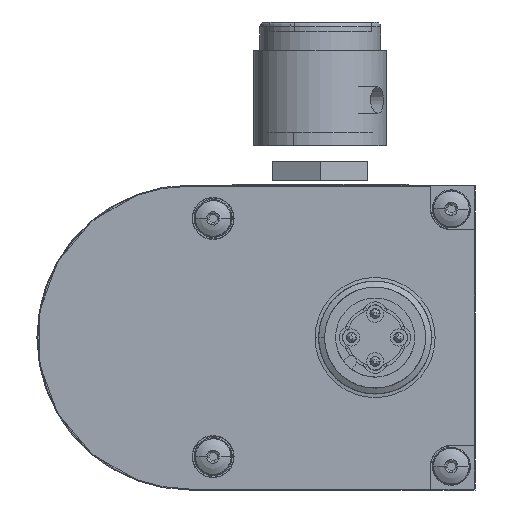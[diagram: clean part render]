
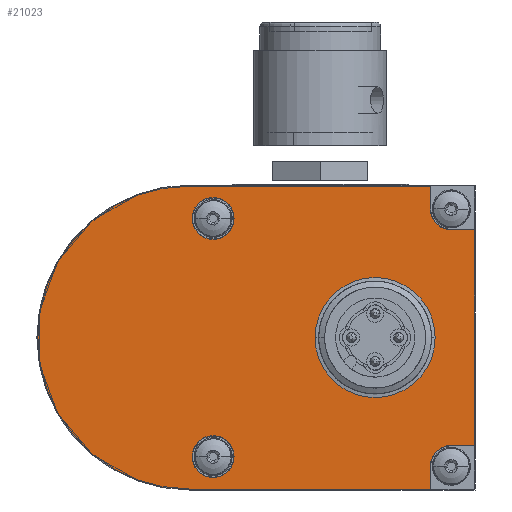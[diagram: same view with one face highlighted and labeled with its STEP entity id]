
A CAD part, left-side view. The second image highlights one B-rep face of the part: STEP entity #21023.
In plain terms, the highlighted planar face has unit normal (-1, 0, 0).
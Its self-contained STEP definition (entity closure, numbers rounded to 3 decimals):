
#1256=CARTESIAN_POINT('',(-6.,30.,0.));
#1257=DIRECTION('',(-1.,0.,0.));
#1258=DIRECTION('',(0.,0.,1.));
#1259=AXIS2_PLACEMENT_3D('',#1256,#1257,#1258);
#1261=DIRECTION('',(0.,1.,0.));
#1262=VECTOR('',#1261,25.3);
#1263=CARTESIAN_POINT('',(-6.,4.7,15.895));
#1264=LINE('',#1263,#1262);
#1265=DIRECTION('',(0.,0.,-1.));
#1266=VECTOR('',#1265,2.395);
#1267=CARTESIAN_POINT('',(-6.,4.7,15.895));
#1268=LINE('',#1267,#1266);
#1269=CARTESIAN_POINT('',(-6.,2.5,13.5));
#1270=DIRECTION('',(-1.,0.,0.));
#1271=DIRECTION('',(0.,1.,0.));
#1272=AXIS2_PLACEMENT_3D('',#1269,#1270,#1271);
#1274=DIRECTION('',(0.,1.,0.));
#1275=VECTOR('',#1274,2.395);
#1276=CARTESIAN_POINT('',(-6.,0.105,11.3));
#1277=LINE('',#1276,#1275);
#1278=DIRECTION('',(0.,0.,1.));
#1279=VECTOR('',#1278,22.6);
#1280=CARTESIAN_POINT('',(-6.,0.105,-11.3));
#1281=LINE('',#1280,#1279);
#1282=DIRECTION('',(0.,1.,0.));
#1283=VECTOR('',#1282,2.395);
#1284=CARTESIAN_POINT('',(-6.,0.105,-11.3));
#1285=LINE('',#1284,#1283);
#1286=CARTESIAN_POINT('',(-6.,2.5,-13.5));
#1287=DIRECTION('',(-1.,0.,0.));
#1288=DIRECTION('',(0.,0.,1.));
#1289=AXIS2_PLACEMENT_3D('',#1286,#1287,#1288);
#1291=DIRECTION('',(0.,0.,1.));
#1292=VECTOR('',#1291,2.395);
#1293=CARTESIAN_POINT('',(-6.,4.7,-15.895));
#1294=LINE('',#1293,#1292);
#1295=DIRECTION('',(0.,1.,0.));
#1296=VECTOR('',#1295,25.3);
#1297=CARTESIAN_POINT('',(-6.,4.7,-15.895));
#1298=LINE('',#1297,#1296);
#1299=CARTESIAN_POINT('',(-6.,27.5,12.5));
#1300=DIRECTION('',(-1.,0.,0.));
#1301=DIRECTION('',(0.,0.,1.));
#1302=AXIS2_PLACEMENT_3D('',#1299,#1300,#1301);
#1304=CARTESIAN_POINT('',(-6.,27.5,12.5));
#1305=DIRECTION('',(-1.,0.,0.));
#1306=DIRECTION('',(0.,0.,-1.));
#1307=AXIS2_PLACEMENT_3D('',#1304,#1305,#1306);
#1309=CARTESIAN_POINT('',(-6.,27.5,-12.5));
#1310=DIRECTION('',(-1.,0.,0.));
#1311=DIRECTION('',(0.,0.,1.));
#1312=AXIS2_PLACEMENT_3D('',#1309,#1310,#1311);
#1314=CARTESIAN_POINT('',(-6.,27.5,-12.5));
#1315=DIRECTION('',(-1.,0.,0.));
#1316=DIRECTION('',(0.,0.,-1.));
#1317=AXIS2_PLACEMENT_3D('',#1314,#1315,#1316);
#1319=CARTESIAN_POINT('',(-6.,10.5,0.));
#1320=DIRECTION('',(-1.,0.,0.));
#1321=DIRECTION('',(0.,1.,0.));
#1322=AXIS2_PLACEMENT_3D('',#1319,#1320,#1321);
#1324=CARTESIAN_POINT('',(-6.,10.5,0.));
#1325=DIRECTION('',(-1.,0.,0.));
#1326=DIRECTION('',(0.,-1.,0.));
#1327=AXIS2_PLACEMENT_3D('',#1324,#1325,#1326);
#17880=CARTESIAN_POINT('',(-6.,30.,15.895));
#17882=VERTEX_POINT('',#17880);
#17884=CARTESIAN_POINT('',(-6.,30.,-15.895));
#17886=VERTEX_POINT('',#17884);
#17895=CARTESIAN_POINT('',(-6.,27.5,14.7));
#17896=CARTESIAN_POINT('',(-6.,27.5,10.3));
#17897=VERTEX_POINT('',#17895);
#17898=VERTEX_POINT('',#17896);
#17899=CARTESIAN_POINT('',(-6.,27.5,-10.3));
#17900=CARTESIAN_POINT('',(-6.,27.5,-14.7));
#17901=VERTEX_POINT('',#17899);
#17902=VERTEX_POINT('',#17900);
#17991=CARTESIAN_POINT('',(-6.,16.8,0.));
#17992=CARTESIAN_POINT('',(-6.,4.2,0.));
#17993=VERTEX_POINT('',#17991);
#17994=VERTEX_POINT('',#17992);
#18015=CARTESIAN_POINT('',(-6.,4.7,13.5));
#18016=CARTESIAN_POINT('',(-6.,2.5,11.3));
#18017=VERTEX_POINT('',#18015);
#18018=VERTEX_POINT('',#18016);
#18019=CARTESIAN_POINT('',(-6.,2.5,-11.3));
#18020=CARTESIAN_POINT('',(-6.,4.7,-13.5));
#18021=VERTEX_POINT('',#18019);
#18022=VERTEX_POINT('',#18020);
#18023=CARTESIAN_POINT('',(-6.,4.7,15.895));
#18024=VERTEX_POINT('',#18023);
#18025=CARTESIAN_POINT('',(-6.,0.105,11.3));
#18026=VERTEX_POINT('',#18025);
#18027=CARTESIAN_POINT('',(-6.,0.105,-11.3));
#18028=VERTEX_POINT('',#18027);
#18029=CARTESIAN_POINT('',(-6.,4.7,-15.895));
#18030=VERTEX_POINT('',#18029);
#20980=CARTESIAN_POINT('',(-6.,30.,0.));
#20981=DIRECTION('',(-1.,0.,0.));
#20982=DIRECTION('',(0.,0.,1.));
#20983=AXIS2_PLACEMENT_3D('',#20980,#20981,#20982);
#20984=PLANE('',#20983);
#20985=ORIENTED_EDGE('',*,*,#20971,.F.);
#20987=ORIENTED_EDGE('',*,*,#20986,.F.);
#20989=ORIENTED_EDGE('',*,*,#20988,.T.);
#20991=ORIENTED_EDGE('',*,*,#20990,.T.);
#20993=ORIENTED_EDGE('',*,*,#20992,.F.);
#20995=ORIENTED_EDGE('',*,*,#20994,.F.);
#20997=ORIENTED_EDGE('',*,*,#20996,.T.);
#20999=ORIENTED_EDGE('',*,*,#20998,.T.);
#21001=ORIENTED_EDGE('',*,*,#21000,.F.);
#21002=ORIENTED_EDGE('',*,*,#20944,.T.);
#21003=EDGE_LOOP('',(#20985,#20987,#20989,#20991,#20993,#20995,#20997,#20999,
#21001,#21002));
#21004=FACE_OUTER_BOUND('',#21003,.F.);
#21006=ORIENTED_EDGE('',*,*,#21005,.T.);
#21008=ORIENTED_EDGE('',*,*,#21007,.T.);
#21009=EDGE_LOOP('',(#21006,#21008));
#21010=FACE_BOUND('',#21009,.F.);
#21012=ORIENTED_EDGE('',*,*,#21011,.T.);
#21014=ORIENTED_EDGE('',*,*,#21013,.T.);
#21015=EDGE_LOOP('',(#21012,#21014));
#21016=FACE_BOUND('',#21015,.F.);
#21018=ORIENTED_EDGE('',*,*,#21017,.T.);
#21020=ORIENTED_EDGE('',*,*,#21019,.T.);
#21021=EDGE_LOOP('',(#21018,#21020));
#21022=FACE_BOUND('',#21021,.F.);
#21023=ADVANCED_FACE('',(#21004,#21010,#21016,#21022),#20984,.T.);
#1260=CIRCLE('',#1259,15.895);
#1273=CIRCLE('',#1272,2.2);
#1290=CIRCLE('',#1289,2.2);
#1303=CIRCLE('',#1302,2.2);
#1308=CIRCLE('',#1307,2.2);
#1313=CIRCLE('',#1312,2.2);
#1318=CIRCLE('',#1317,2.2);
#1323=CIRCLE('',#1322,6.3);
#1328=CIRCLE('',#1327,6.3);
#20944=EDGE_CURVE('',#18030,#17886,#1298,.T.);
#20971=EDGE_CURVE('',#17882,#17886,#1260,.T.);
#20986=EDGE_CURVE('',#18024,#17882,#1264,.T.);
#20988=EDGE_CURVE('',#18024,#18017,#1268,.T.);
#20990=EDGE_CURVE('',#18017,#18018,#1273,.T.);
#20992=EDGE_CURVE('',#18026,#18018,#1277,.T.);
#20994=EDGE_CURVE('',#18028,#18026,#1281,.T.);
#20996=EDGE_CURVE('',#18028,#18021,#1285,.T.);
#20998=EDGE_CURVE('',#18021,#18022,#1290,.T.);
#21000=EDGE_CURVE('',#18030,#18022,#1294,.T.);
#21005=EDGE_CURVE('',#17897,#17898,#1303,.T.);
#21007=EDGE_CURVE('',#17898,#17897,#1308,.T.);
#21011=EDGE_CURVE('',#17901,#17902,#1313,.T.);
#21013=EDGE_CURVE('',#17902,#17901,#1318,.T.);
#21017=EDGE_CURVE('',#17993,#17994,#1323,.T.);
#21019=EDGE_CURVE('',#17994,#17993,#1328,.T.);
